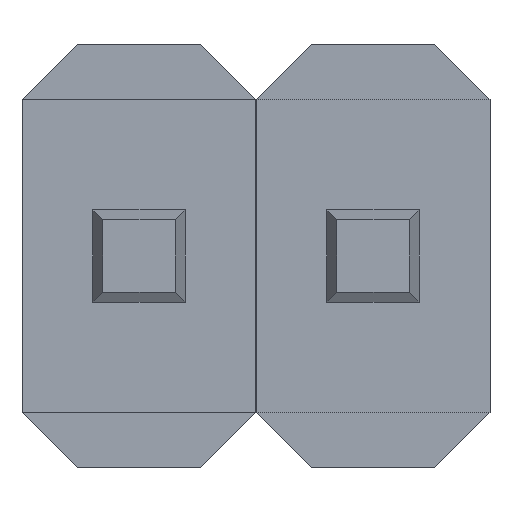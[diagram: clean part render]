
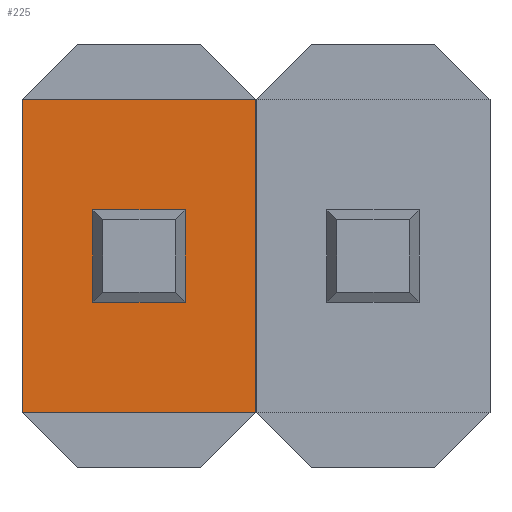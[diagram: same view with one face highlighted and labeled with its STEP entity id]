
A CAD part, front view. The second image highlights one B-rep face of the part: STEP entity #225.
In plain terms, the highlighted planar face has unit normal (0, -1, 0).
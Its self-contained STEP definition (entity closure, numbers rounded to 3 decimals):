
#15 = CARTESIAN_POINT ( 'NONE',  ( 0.25, 0.5, -0.25 ) ) ;
#35 = LINE ( 'NONE', #15, #112 ) ;
#37 = EDGE_CURVE ( 'NONE', #581, #527, #883, .T. ) ;
#38 = VECTOR ( 'NONE', #960, 1000. ) ;
#57 = DIRECTION ( 'NONE',  ( 0., 0., -1. ) ) ;
#68 = VECTOR ( 'NONE', #613, 1000. ) ;
#102 = CARTESIAN_POINT ( 'NONE',  ( 0.635, 0.5, 0.85 ) ) ;
#107 = VERTEX_POINT ( 'NONE', #102 ) ;
#112 = VECTOR ( 'NONE', #673, 1000. ) ;
#140 = CARTESIAN_POINT ( 'NONE',  ( 0.25, 0.5, 0.25 ) ) ;
#152 = LINE ( 'NONE', #1121, #503 ) ;
#153 = DIRECTION ( 'NONE',  ( 1., 0., 0. ) ) ;
#154 = CARTESIAN_POINT ( 'NONE',  ( 0.635, 0.5, 0.85 ) ) ;
#180 = CARTESIAN_POINT ( 'NONE',  ( -0.25, 0.5, -0.25 ) ) ;
#182 = CARTESIAN_POINT ( 'NONE',  ( 0.25, 0.5, -0.25 ) ) ;
#208 = EDGE_CURVE ( 'NONE', #911, #581, #35, .T. ) ;
#212 = ORIENTED_EDGE ( 'NONE', *, *, #519, .T. ) ;
#214 = EDGE_CURVE ( 'NONE', #558, #911, #657, .T. ) ;
#225 = ADVANCED_FACE ( 'NONE', ( #1010, #922 ), #1037, .T. ) ;
#227 = EDGE_CURVE ( 'NONE', #692, #107, #713, .T. ) ;
#278 = CARTESIAN_POINT ( 'NONE',  ( 0.25, 0.5, 0.25 ) ) ;
#349 = ORIENTED_EDGE ( 'NONE', *, *, #227, .T. ) ;
#371 = ORIENTED_EDGE ( 'NONE', *, *, #208, .F. ) ;
#373 = VECTOR ( 'NONE', #1216, 1000. ) ;
#389 = CARTESIAN_POINT ( 'NONE',  ( -0.25, 0.5, 0.25 ) ) ;
#435 = LINE ( 'NONE', #725, #373 ) ;
#446 = ORIENTED_EDGE ( 'NONE', *, *, #1017, .T. ) ;
#458 = VECTOR ( 'NONE', #1179, 1000. ) ;
#467 = ORIENTED_EDGE ( 'NONE', *, *, #214, .F. ) ;
#503 = VECTOR ( 'NONE', #666, 1000. ) ;
#507 = EDGE_LOOP ( 'NONE', ( #467, #830, #619, #371 ) ) ;
#519 = EDGE_CURVE ( 'NONE', #945, #636, #435, .T. ) ;
#527 = VERTEX_POINT ( 'NONE', #278 ) ;
#537 = VECTOR ( 'NONE', #153, 1000. ) ;
#558 = VERTEX_POINT ( 'NONE', #1011 ) ;
#563 = AXIS2_PLACEMENT_3D ( 'NONE', #572, #823, #57 ) ;
#572 = CARTESIAN_POINT ( 'NONE',  ( 0., 0.5, 0. ) ) ;
#581 = VERTEX_POINT ( 'NONE', #182 ) ;
#588 = CARTESIAN_POINT ( 'NONE',  ( 0.25, 0.5, 0.25 ) ) ;
#613 = DIRECTION ( 'NONE',  ( 0., 0., 1. ) ) ;
#619 = ORIENTED_EDGE ( 'NONE', *, *, #37, .F. ) ;
#636 = VERTEX_POINT ( 'NONE', #789 ) ;
#657 = LINE ( 'NONE', #389, #1024 ) ;
#666 = DIRECTION ( 'NONE',  ( -1., 0., 0. ) ) ;
#673 = DIRECTION ( 'NONE',  ( 1., 0., 0. ) ) ;
#692 = VERTEX_POINT ( 'NONE', #989 ) ;
#713 = LINE ( 'NONE', #154, #68 ) ;
#725 = CARTESIAN_POINT ( 'NONE',  ( -0.635, 0.5, 0.85 ) ) ;
#733 = EDGE_CURVE ( 'NONE', #527, #558, #1022, .T. ) ;
#789 = CARTESIAN_POINT ( 'NONE',  ( -0.635, 0.5, -0.85 ) ) ;
#798 = EDGE_CURVE ( 'NONE', #636, #692, #1088, .T. ) ;
#823 = DIRECTION ( 'NONE',  ( 0., -1., 0. ) ) ;
#830 = ORIENTED_EDGE ( 'NONE', *, *, #733, .F. ) ;
#860 = EDGE_LOOP ( 'NONE', ( #212, #1128, #349, #446 ) ) ;
#883 = LINE ( 'NONE', #588, #38 ) ;
#904 = CARTESIAN_POINT ( 'NONE',  ( -0.635, 0.5, -0.85 ) ) ;
#911 = VERTEX_POINT ( 'NONE', #180 ) ;
#922 = FACE_BOUND ( 'NONE', #507, .T. ) ;
#945 = VERTEX_POINT ( 'NONE', #1105 ) ;
#960 = DIRECTION ( 'NONE',  ( 0., 0., 1. ) ) ;
#989 = CARTESIAN_POINT ( 'NONE',  ( 0.635, 0.5, -0.85 ) ) ;
#1010 = FACE_OUTER_BOUND ( 'NONE', #860, .T. ) ;
#1011 = CARTESIAN_POINT ( 'NONE',  ( -0.25, 0.5, 0.25 ) ) ;
#1017 = EDGE_CURVE ( 'NONE', #107, #945, #152, .T. ) ;
#1022 = LINE ( 'NONE', #140, #458 ) ;
#1024 = VECTOR ( 'NONE', #1044, 1000. ) ;
#1037 = PLANE ( 'NONE',  #563 ) ;
#1044 = DIRECTION ( 'NONE',  ( 0., 0., -1. ) ) ;
#1088 = LINE ( 'NONE', #904, #537 ) ;
#1105 = CARTESIAN_POINT ( 'NONE',  ( -0.635, 0.5, 0.85 ) ) ;
#1121 = CARTESIAN_POINT ( 'NONE',  ( -0.635, 0.5, 0.85 ) ) ;
#1128 = ORIENTED_EDGE ( 'NONE', *, *, #798, .T. ) ;
#1179 = DIRECTION ( 'NONE',  ( -1., 0., 0. ) ) ;
#1216 = DIRECTION ( 'NONE',  ( 0., 0., -1. ) ) ;
